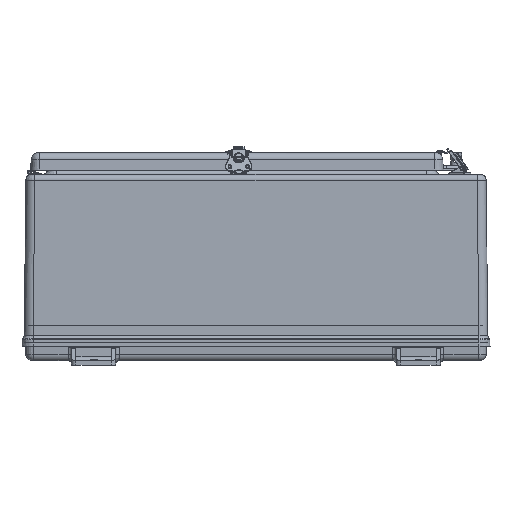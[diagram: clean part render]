
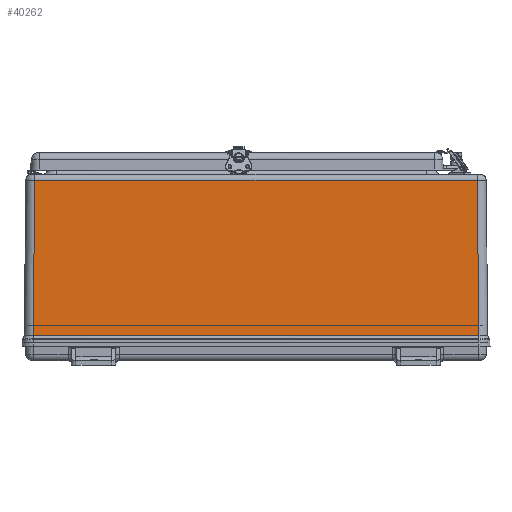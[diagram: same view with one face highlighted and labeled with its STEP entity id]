
A CAD part, front view. The second image highlights one B-rep face of the part: STEP entity #40262.
In plain terms, the highlighted planar face has unit normal (0, -1, 0.011).
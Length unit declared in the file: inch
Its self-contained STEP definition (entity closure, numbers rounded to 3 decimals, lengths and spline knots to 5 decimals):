
#3820 = LINE ( 'NONE', #42436, #40479 ) ;
#6474 = ORIENTED_EDGE ( 'NONE', *, *, #19753, .F. ) ;
#6515 = CARTESIAN_POINT ( 'NONE',  ( 12.53081, -15.52417, -0.01091 ) ) ;
#6812 = CARTESIAN_POINT ( 'NONE',  ( -13.0308, -15.52405, 0. ) ) ;
#7338 = CARTESIAN_POINT ( 'NONE',  ( 12.53081, -15.52411, -0.00546 ) ) ;
#8779 = VERTEX_POINT ( 'NONE', #6515 ) ;
#10407 = VECTOR ( 'NONE', #67039, 39.37008 ) ;
#11567 = VERTEX_POINT ( 'NONE', #21945 ) ;
#13165 = CARTESIAN_POINT ( 'NONE',  ( 12.52938, -15.52261, 0.13454 ) ) ;
#14965 = VERTEX_POINT ( 'NONE', #63029 ) ;
#16299 = EDGE_CURVE ( 'NONE', #79355, #8779, #54977, .T. ) ;
#19753 = EDGE_CURVE ( 'NONE', #11567, #8779, #35317, .T. ) ;
#19940 = DIRECTION ( 'NONE',  ( 0., 0.011, 1. ) ) ;
#20165 = DIRECTION ( 'NONE',  ( 0.011, -0.011, -1. ) ) ;
#21760 = EDGE_CURVE ( 'NONE', #79355, #14965, #3820, .T. ) ;
#21945 = CARTESIAN_POINT ( 'NONE',  ( 12.53082, -15.52405, 0. ) ) ;
#22638 = DIRECTION ( 'NONE',  ( -0.011, -0.011, -1. ) ) ;
#28509 = ORIENTED_EDGE ( 'NONE', *, *, #97782, .T. ) ;
#32654 = VERTEX_POINT ( 'NONE', #88417 ) ;
#33544 = EDGE_CURVE ( 'NONE', #32654, #14965, #74846, .T. ) ;
#35317 = LINE ( 'NONE', #7338, #10407 ) ;
#36839 = LINE ( 'NONE', #73599, #58154 ) ;
#37586 = ORIENTED_EDGE ( 'NONE', *, *, #67500, .F. ) ;
#40262 = ADVANCED_FACE ( 'NONE', ( #72125 ), #41679, .T. ) ;
#40479 = VECTOR ( 'NONE', #19940, 39.37008 ) ;
#41679 = PLANE ( 'NONE',  #66120 ) ;
#42436 = CARTESIAN_POINT ( 'NONE',  ( -12.53081, -15.52411, -0.00546 ) ) ;
#44552 = ORIENTED_EDGE ( 'NONE', *, *, #21760, .F. ) ;
#45526 = VECTOR ( 'NONE', #20165, 39.37008 ) ;
#48473 = CARTESIAN_POINT ( 'NONE',  ( 12.43718, -15.43041, 8.71973 ) ) ;
#49068 = CARTESIAN_POINT ( 'NONE',  ( -12.53081, -15.52416, -0.01091 ) ) ;
#50037 = CARTESIAN_POINT ( 'NONE',  ( -13.0308, -15.52417, -0.01091 ) ) ;
#54977 = LINE ( 'NONE', #50037, #63294 ) ;
#56991 = DIRECTION ( 'NONE',  ( -1., 0., 0. ) ) ;
#58154 = VECTOR ( 'NONE', #56991, 39.37008 ) ;
#59277 = ORIENTED_EDGE ( 'NONE', *, *, #16299, .T. ) ;
#59834 = DIRECTION ( 'NONE',  ( 0., -0.011, -1. ) ) ;
#63029 = CARTESIAN_POINT ( 'NONE',  ( -12.53082, -15.52405, 0. ) ) ;
#63294 = VECTOR ( 'NONE', #65355, 39.37008 ) ;
#65355 = DIRECTION ( 'NONE',  ( 1., 0., 0. ) ) ;
#66120 = AXIS2_PLACEMENT_3D ( 'NONE', #6812, #89451, #59834 ) ;
#67039 = DIRECTION ( 'NONE',  ( 0., -0.011, -1. ) ) ;
#67500 = EDGE_CURVE ( 'NONE', #87287, #11567, #83601, .T. ) ;
#68067 = CARTESIAN_POINT ( 'NONE',  ( -12.43718, -15.43041, 8.71973 ) ) ;
#72125 = FACE_OUTER_BOUND ( 'NONE', #96121, .T. ) ;
#73599 = CARTESIAN_POINT ( 'NONE',  ( -13.0308, -15.43041, 8.71973 ) ) ;
#74846 = LINE ( 'NONE', #68067, #85535 ) ;
#79355 = VERTEX_POINT ( 'NONE', #49068 ) ;
#83601 = LINE ( 'NONE', #13165, #45526 ) ;
#85535 = VECTOR ( 'NONE', #22638, 39.37008 ) ;
#87287 = VERTEX_POINT ( 'NONE', #48473 ) ;
#88417 = CARTESIAN_POINT ( 'NONE',  ( -12.43718, -15.43041, 8.71973 ) ) ;
#89451 = DIRECTION ( 'NONE',  ( 0., -1., 0.011 ) ) ;
#90625 = ORIENTED_EDGE ( 'NONE', *, *, #33544, .T. ) ;
#96121 = EDGE_LOOP ( 'NONE', ( #90625, #44552, #59277, #6474, #37586, #28509 ) ) ;
#97782 = EDGE_CURVE ( 'NONE', #87287, #32654, #36839, .T. ) ;
